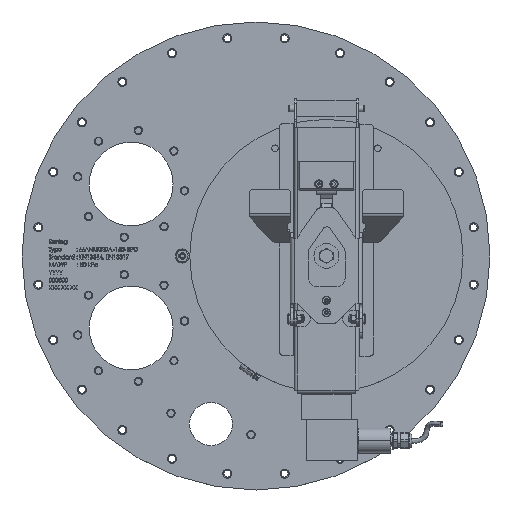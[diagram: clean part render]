
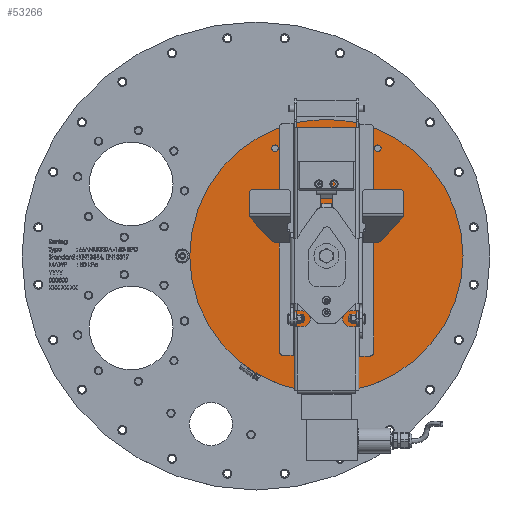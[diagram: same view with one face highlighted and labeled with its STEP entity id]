
A CAD part, top view. The second image highlights one B-rep face of the part: STEP entity #53266.
In plain terms, the highlighted planar face has unit normal (0, 0, 1).
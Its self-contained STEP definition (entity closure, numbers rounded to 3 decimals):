
#495 = EDGE_CURVE ( 'NONE', #24757, #64719, #20965, .T. ) ;
#3260 = CARTESIAN_POINT ( 'NONE',  ( -80., 0., 18.5 ) ) ;
#3586 = CIRCLE ( 'NONE', #79732, 4. ) ;
#5674 = CARTESIAN_POINT ( 'NONE',  ( 80.75, 0., 18.5 ) ) ;
#7841 = CARTESIAN_POINT ( 'NONE',  ( 250., 0., 18.5 ) ) ;
#9256 = DIRECTION ( 'NONE',  ( 0., 0., 1. ) ) ;
#9875 = CIRCLE ( 'NONE', #50843, 4. ) ;
#10304 = DIRECTION ( 'NONE',  ( 1., 0., 0. ) ) ;
#11102 = VERTEX_POINT ( 'NONE', #65476 ) ;
#11308 = CARTESIAN_POINT ( 'NONE',  ( 85., -3.5, 18.5 ) ) ;
#11534 = DIRECTION ( 'NONE',  ( 0., 0., 1. ) ) ;
#12506 = PLANE ( 'NONE',  #32197 ) ;
#12666 = EDGE_CURVE ( 'NONE', #11102, #24856, #38581, .T. ) ;
#12852 = EDGE_LOOP ( 'NONE', ( #16263, #80714 ) ) ;
#15049 = ORIENTED_EDGE ( 'NONE', *, *, #495, .F. ) ;
#15558 = CARTESIAN_POINT ( 'NONE',  ( 89.25, 0., 18.5 ) ) ;
#16263 = ORIENTED_EDGE ( 'NONE', *, *, #68713, .F. ) ;
#17416 = CARTESIAN_POINT ( 'NONE',  ( 151., 130., 18.5 ) ) ;
#17644 = ORIENTED_EDGE ( 'NONE', *, *, #12666, .F. ) ;
#18499 = CIRCLE ( 'NONE', #34261, 4. ) ;
#19168 = ORIENTED_EDGE ( 'NONE', *, *, #67691, .F. ) ;
#19356 = CIRCLE ( 'NONE', #60262, 4.25 ) ;
#20965 = CIRCLE ( 'NONE', #83169, 4.25 ) ;
#21953 = VERTEX_POINT ( 'NONE', #37727 ) ;
#22211 = DIRECTION ( 'NONE',  ( 1., 0., 0. ) ) ;
#23380 = EDGE_CURVE ( 'NONE', #21953, #58532, #9875, .T. ) ;
#24183 = EDGE_CURVE ( 'NONE', #24856, #11102, #18499, .T. ) ;
#24757 = VERTEX_POINT ( 'NONE', #15558 ) ;
#24856 = VERTEX_POINT ( 'NONE', #67566 ) ;
#26506 = EDGE_LOOP ( 'NONE', ( #15049, #19168 ) ) ;
#30335 = ORIENTED_EDGE ( 'NONE', *, *, #52558, .T. ) ;
#31383 = FACE_BOUND ( 'NONE', #12852, .T. ) ;
#32197 = AXIS2_PLACEMENT_3D ( 'NONE', #11308, #11534, #10304 ) ;
#33241 = AXIS2_PLACEMENT_3D ( 'NONE', #68133, #68211, #68416 ) ;
#33323 = VERTEX_POINT ( 'NONE', #3260 ) ;
#34077 = CARTESIAN_POINT ( 'NONE',  ( 23., 130., 18.5 ) ) ;
#34261 = AXIS2_PLACEMENT_3D ( 'NONE', #34077, #35689, #35590 ) ;
#35365 = DIRECTION ( 'NONE',  ( 1., 0., 0. ) ) ;
#35471 = CARTESIAN_POINT ( 'NONE',  ( 23., 130., 18.5 ) ) ;
#35590 = DIRECTION ( 'NONE',  ( 1., 0., 0. ) ) ;
#35652 = DIRECTION ( 'NONE',  ( 0., 0., 1. ) ) ;
#35689 = DIRECTION ( 'NONE',  ( 0., 0., 1. ) ) ;
#37727 = CARTESIAN_POINT ( 'NONE',  ( 143., 130., 18.5 ) ) ;
#37751 = ORIENTED_EDGE ( 'NONE', *, *, #24183, .F. ) ;
#38581 = CIRCLE ( 'NONE', #70349, 4. ) ;
#41052 = EDGE_CURVE ( 'NONE', #77643, #33323, #43657, .T. ) ;
#41232 = DIRECTION ( 'NONE',  ( 1., 0., 0. ) ) ;
#43657 = CIRCLE ( 'NONE', #48845, 165. ) ;
#43805 = CIRCLE ( 'NONE', #33241, 165. ) ;
#45510 = CARTESIAN_POINT ( 'NONE',  ( 147., 130., 18.5 ) ) ;
#45618 = DIRECTION ( 'NONE',  ( 0., 0., 1. ) ) ;
#45829 = DIRECTION ( 'NONE',  ( 1., 0., 0. ) ) ;
#48391 = CARTESIAN_POINT ( 'NONE',  ( 147., 130., 18.5 ) ) ;
#48845 = AXIS2_PLACEMENT_3D ( 'NONE', #70801, #70980, #70999 ) ;
#50843 = AXIS2_PLACEMENT_3D ( 'NONE', #45510, #45618, #45829 ) ;
#52558 = EDGE_CURVE ( 'NONE', #33323, #77643, #43805, .T. ) ;
#53266 = ADVANCED_FACE ( 'NONE', ( #85548, #31383, #87834, #66800 ), #12506, .T. ) ;
#58532 = VERTEX_POINT ( 'NONE', #17416 ) ;
#58805 = CARTESIAN_POINT ( 'NONE',  ( 85., 0., 18.5 ) ) ;
#59598 = ORIENTED_EDGE ( 'NONE', *, *, #41052, .T. ) ;
#60262 = AXIS2_PLACEMENT_3D ( 'NONE', #58805, #9256, #22211 ) ;
#64719 = VERTEX_POINT ( 'NONE', #5674 ) ;
#65476 = CARTESIAN_POINT ( 'NONE',  ( 27., 130., 18.5 ) ) ;
#66800 = FACE_OUTER_BOUND ( 'NONE', #87617, .T. ) ;
#67566 = CARTESIAN_POINT ( 'NONE',  ( 19., 130., 18.5 ) ) ;
#67691 = EDGE_CURVE ( 'NONE', #64719, #24757, #19356, .T. ) ;
#68133 = CARTESIAN_POINT ( 'NONE',  ( 85., 0., 18.5 ) ) ;
#68211 = DIRECTION ( 'NONE',  ( 0., 0., 1. ) ) ;
#68416 = DIRECTION ( 'NONE',  ( 1., 0., 0. ) ) ;
#68713 = EDGE_CURVE ( 'NONE', #58532, #21953, #3586, .T. ) ;
#69980 = CARTESIAN_POINT ( 'NONE',  ( 85., 0., 18.5 ) ) ;
#70349 = AXIS2_PLACEMENT_3D ( 'NONE', #35471, #35652, #35365 ) ;
#70801 = CARTESIAN_POINT ( 'NONE',  ( 85., 0., 18.5 ) ) ;
#70980 = DIRECTION ( 'NONE',  ( 0., 0., 1. ) ) ;
#70999 = DIRECTION ( 'NONE',  ( 1., 0., 0. ) ) ;
#77643 = VERTEX_POINT ( 'NONE', #7841 ) ;
#79732 = AXIS2_PLACEMENT_3D ( 'NONE', #48391, #90704, #41232 ) ;
#80714 = ORIENTED_EDGE ( 'NONE', *, *, #23380, .F. ) ;
#82386 = DIRECTION ( 'NONE',  ( 1., 0., 0. ) ) ;
#82399 = DIRECTION ( 'NONE',  ( 0., 0., 1. ) ) ;
#83169 = AXIS2_PLACEMENT_3D ( 'NONE', #69980, #82399, #82386 ) ;
#85548 = FACE_BOUND ( 'NONE', #88400, .T. ) ;
#87617 = EDGE_LOOP ( 'NONE', ( #59598, #30335 ) ) ;
#87834 = FACE_BOUND ( 'NONE', #26506, .T. ) ;
#88400 = EDGE_LOOP ( 'NONE', ( #17644, #37751 ) ) ;
#90704 = DIRECTION ( 'NONE',  ( 0., 0., 1. ) ) ;
